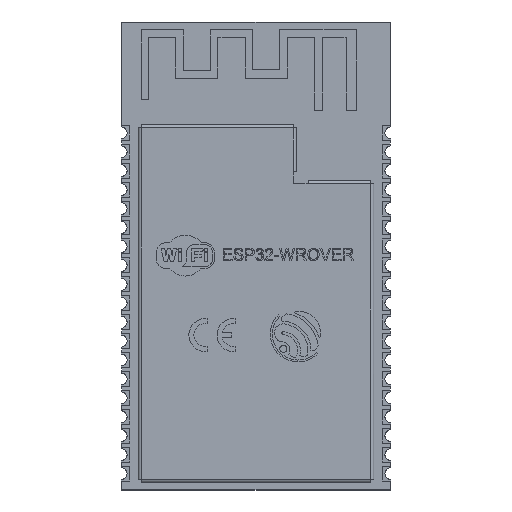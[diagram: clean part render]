
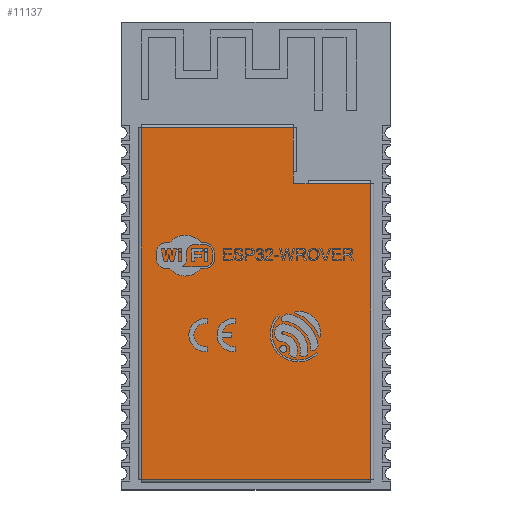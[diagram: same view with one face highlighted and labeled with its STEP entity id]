
A CAD part, top view. The second image highlights one B-rep face of the part: STEP entity #11137.
In plain terms, the highlighted free-form (B-spline) face has degree [1, 1] with [2, 2] control points.
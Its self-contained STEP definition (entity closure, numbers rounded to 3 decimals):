
#11137 = ADVANCED_FACE('',(#11138),#11196,.F.);
#11138 = FACE_BOUND('',#11139,.F.);
#11139 = EDGE_LOOP('',(#11140,#11149,#11156,#11163,#11170,#11177,#11184,
    #11191));
#11140 = ORIENTED_EDGE('',*,*,#11141,.F.);
#11141 = EDGE_CURVE('',#11142,#11144,#11146,.T.);
#11142 = VERTEX_POINT('',#11143);
#11143 = CARTESIAN_POINT('',(11.199,1.018,
    3.636));
#11144 = VERTEX_POINT('',#11145);
#11145 = CARTESIAN_POINT('',(11.199,29.889,
    3.636));
#11146 = B_SPLINE_CURVE_WITH_KNOTS('',1,(#11147,#11148),.UNSPECIFIED.,
  .F.,.F.,(2,2),(0.,19.85),.PIECEWISE_BEZIER_KNOTS.);
#11147 = CARTESIAN_POINT('',(11.199,1.018,
    3.636));
#11148 = CARTESIAN_POINT('',(11.199,29.889,
    3.636));
#11149 = ORIENTED_EDGE('',*,*,#11150,.T.);
#11150 = EDGE_CURVE('',#11142,#11151,#11153,.T.);
#11151 = VERTEX_POINT('',#11152);
#11152 = CARTESIAN_POINT('',(-11.199,1.018,
    3.636));
#11153 = B_SPLINE_CURVE_WITH_KNOTS('',1,(#11154,#11155),.UNSPECIFIED.,
  .F.,.F.,(2,2),(0.,15.4),.PIECEWISE_BEZIER_KNOTS.);
#11154 = CARTESIAN_POINT('',(11.199,1.018,
    3.636));
#11155 = CARTESIAN_POINT('',(-11.199,1.018,
    3.636));
#11156 = ORIENTED_EDGE('',*,*,#11157,.T.);
#11157 = EDGE_CURVE('',#11151,#11158,#11160,.T.);
#11158 = VERTEX_POINT('',#11159);
#11159 = CARTESIAN_POINT('',(-11.199,35.343,
    3.636));
#11160 = B_SPLINE_CURVE_WITH_KNOTS('',1,(#11161,#11162),.UNSPECIFIED.,
  .F.,.F.,(2,2),(0.,23.6),.PIECEWISE_BEZIER_KNOTS.);
#11161 = CARTESIAN_POINT('',(-11.199,1.018,
    3.636));
#11162 = CARTESIAN_POINT('',(-11.199,35.343,
    3.636));
#11163 = ORIENTED_EDGE('',*,*,#11164,.F.);
#11164 = EDGE_CURVE('',#11165,#11158,#11167,.T.);
#11165 = VERTEX_POINT('',#11166);
#11166 = CARTESIAN_POINT('',(3.636,35.343,
    3.636));
#11167 = B_SPLINE_CURVE_WITH_KNOTS('',1,(#11168,#11169),.UNSPECIFIED.,
  .F.,.F.,(2,2),(5.2,15.4),.PIECEWISE_BEZIER_KNOTS.);
#11168 = CARTESIAN_POINT('',(3.636,35.343,
    3.636));
#11169 = CARTESIAN_POINT('',(-11.199,35.343,
    3.636));
#11170 = ORIENTED_EDGE('',*,*,#11171,.T.);
#11171 = EDGE_CURVE('',#11165,#11172,#11174,.T.);
#11172 = VERTEX_POINT('',#11173);
#11173 = CARTESIAN_POINT('',(3.636,31.052,
    3.636));
#11174 = B_SPLINE_CURVE_WITH_KNOTS('',1,(#11175,#11176),.UNSPECIFIED.,
  .F.,.F.,(2,2),(0.762,3.712),.PIECEWISE_BEZIER_KNOTS.);
#11175 = CARTESIAN_POINT('',(3.636,35.343,
    3.636));
#11176 = CARTESIAN_POINT('',(3.636,31.052,
    3.636));
#11177 = ORIENTED_EDGE('',*,*,#11178,.T.);
#11178 = EDGE_CURVE('',#11172,#11179,#11181,.T.);
#11179 = VERTEX_POINT('',#11180);
#11180 = CARTESIAN_POINT('',(3.636,29.889,
    3.636));
#11181 = B_SPLINE_CURVE_WITH_KNOTS('',1,(#11182,#11183),.UNSPECIFIED.,
  .F.,.F.,(2,2),(3.712,4.512),.PIECEWISE_BEZIER_KNOTS.);
#11182 = CARTESIAN_POINT('',(3.636,31.052,
    3.636));
#11183 = CARTESIAN_POINT('',(3.636,29.889,
    3.636));
#11184 = ORIENTED_EDGE('',*,*,#11185,.T.);
#11185 = EDGE_CURVE('',#11179,#11186,#11188,.T.);
#11186 = VERTEX_POINT('',#11187);
#11187 = CARTESIAN_POINT('',(5.091,29.889,
    3.636));
#11188 = B_SPLINE_CURVE_WITH_KNOTS('',1,(#11189,#11190),.UNSPECIFIED.,
  .F.,.F.,(2,2),(0.,1.),.PIECEWISE_BEZIER_KNOTS.);
#11189 = CARTESIAN_POINT('',(3.636,29.889,
    3.636));
#11190 = CARTESIAN_POINT('',(5.091,29.889,
    3.636));
#11191 = ORIENTED_EDGE('',*,*,#11192,.T.);
#11192 = EDGE_CURVE('',#11186,#11144,#11193,.T.);
#11193 = B_SPLINE_CURVE_WITH_KNOTS('',1,(#11194,#11195),.UNSPECIFIED.,
  .F.,.F.,(2,2),(1.,5.2),.PIECEWISE_BEZIER_KNOTS.);
#11194 = CARTESIAN_POINT('',(5.091,29.889,
    3.636));
#11195 = CARTESIAN_POINT('',(11.199,29.889,
    3.636));
#11196 = B_SPLINE_SURFACE_WITH_KNOTS('',1,1,(
    (#11197,#11198)
    ,(#11199,#11200
    )),.UNSPECIFIED.,.F.,.F.,.F.,(2,2),(2,2),(0.,15.4),(0.,23.6),
  .PIECEWISE_BEZIER_KNOTS.);
#11197 = CARTESIAN_POINT('',(11.199,1.018,
    3.636));
#11198 = CARTESIAN_POINT('',(11.199,35.343,
    3.636));
#11199 = CARTESIAN_POINT('',(-11.199,1.018,
    3.636));
#11200 = CARTESIAN_POINT('',(-11.199,35.343,
    3.636));
